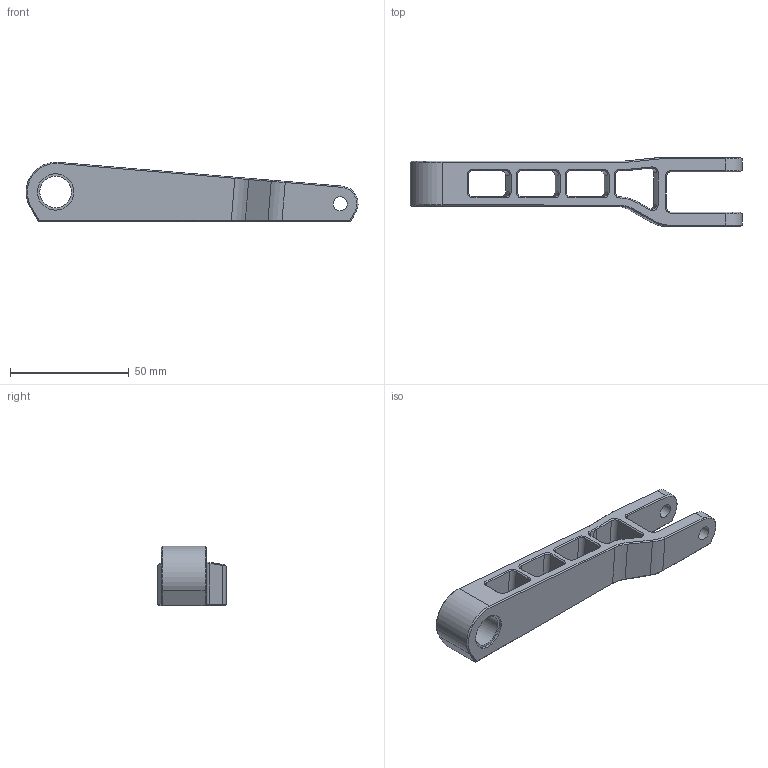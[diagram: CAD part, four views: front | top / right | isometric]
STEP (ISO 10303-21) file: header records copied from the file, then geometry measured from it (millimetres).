
FILE_DESCRIPTION(/* description */ (''),/* implementation_level */ '2;1');
FILE_NAME(/* name */ 'lowerShank_ipt_62d74757.STEP',/* time_stamp */ '2024-03-27T20:42:14+02:00',/* author */ ('peter'),/* organization */ (''),/* preprocessor_version */ 'ST-DEVELOPER v18.1',/* originating_system */ 'Autodesk Inventor 2021',/* authorisation */ '');
FILE_SCHEMA (('AUTOMOTIVE_DESIGN { 1 0 10303 214 3 1 1 }'));
Length unit declared in the file: millimetre
Products named in the file (1): lowerShank
Bounding box: 139.89 x 29 x 24.96 mm (x, y, z)
Volume: 30246.5 mm3; surface area: 15808.8 mm2
Topology: 1 solids, 1 shells, 214 faces, 514 edges, 304 vertices
Faces by surface type: plane 91, bspline 53, cylinder 36, cone 34
Full cylindrical faces by diameter (mm): 2.8 x4, 6 x2, 13.3 x1, 15.3 x2
Entity records: 7200 total; most frequent: CARTESIAN_POINT 2362, ORIENTED_EDGE 1020, DIRECTION 905, EDGE_CURVE 510, LINE 353, VECTOR 353, VERTEX_POINT 304, AXIS2_PLACEMENT_3D 276
